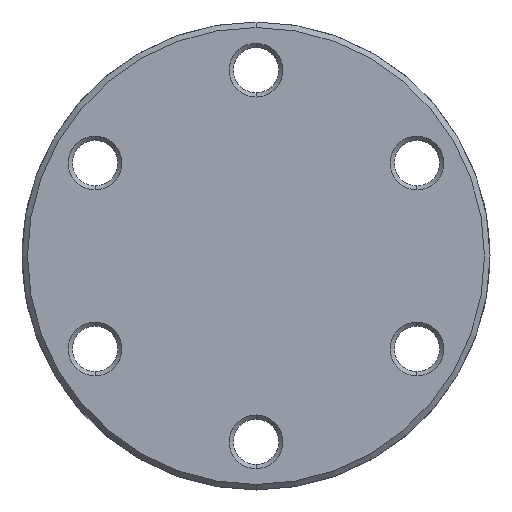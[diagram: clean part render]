
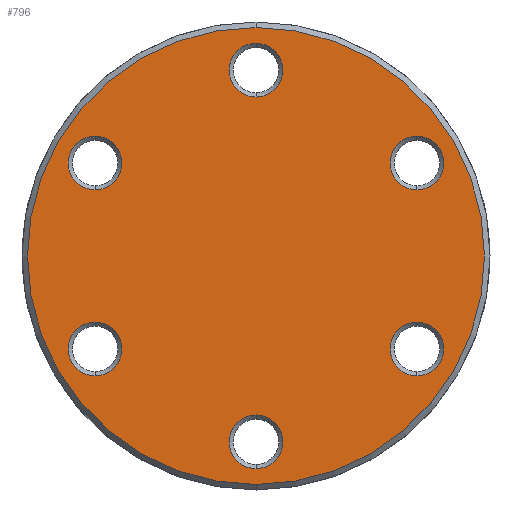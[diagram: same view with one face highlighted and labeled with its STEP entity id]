
A CAD part, front view. The second image highlights one B-rep face of the part: STEP entity #796.
In plain terms, the highlighted planar face has unit normal (0, -1, 0).
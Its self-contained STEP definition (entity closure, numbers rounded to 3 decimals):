
#27 = VERTEX_POINT ( 'NONE', #1895 ) ;
#35 = EDGE_CURVE ( 'NONE', #268, #1931, #1881, .T. ) ;
#119 = FACE_BOUND ( 'NONE', #322, .T. ) ;
#147 = ORIENTED_EDGE ( 'NONE', *, *, #1644, .T. ) ;
#157 = DIRECTION ( 'NONE',  ( 0., 0., -1. ) ) ;
#165 = FACE_BOUND ( 'NONE', #1473, .T. ) ;
#186 = VERTEX_POINT ( 'NONE', #838 ) ;
#188 = DIRECTION ( 'NONE',  ( 0., 0., -1. ) ) ;
#191 = DIRECTION ( 'NONE',  ( 0., 0., -1. ) ) ;
#194 = AXIS2_PLACEMENT_3D ( 'NONE', #680, #1753, #1926 ) ;
#248 = CARTESIAN_POINT ( 'NONE',  ( 0., 0., 15.45 ) ) ;
#261 = EDGE_LOOP ( 'NONE', ( #1231, #1131 ) ) ;
#268 = VERTEX_POINT ( 'NONE', #723 ) ;
#275 = EDGE_LOOP ( 'NONE', ( #993, #1340 ) ) ;
#295 = CARTESIAN_POINT ( 'NONE',  ( -11.691, 0., 6.75 ) ) ;
#320 = CARTESIAN_POINT ( 'NONE',  ( 11.691, 0., 6.75 ) ) ;
#322 = EDGE_LOOP ( 'NONE', ( #1420, #1029 ) ) ;
#352 = CARTESIAN_POINT ( 'NONE',  ( 11.691, 0., 6.75 ) ) ;
#417 = VERTEX_POINT ( 'NONE', #1601 ) ;
#428 = AXIS2_PLACEMENT_3D ( 'NONE', #471, #1068, #191 ) ;
#430 = EDGE_CURVE ( 'NONE', #879, #1283, #500, .T. ) ;
#442 = CIRCLE ( 'NONE', #428, 1.95 ) ;
#458 = CARTESIAN_POINT ( 'NONE',  ( 11.691, 0., 4.8 ) ) ;
#471 = CARTESIAN_POINT ( 'NONE',  ( -11.691, 0., -6.75 ) ) ;
#492 = ORIENTED_EDGE ( 'NONE', *, *, #1235, .T. ) ;
#500 = CIRCLE ( 'NONE', #571, 1.95 ) ;
#528 = ORIENTED_EDGE ( 'NONE', *, *, #674, .T. ) ;
#548 = CARTESIAN_POINT ( 'NONE',  ( 0., 0., 13.5 ) ) ;
#550 = CARTESIAN_POINT ( 'NONE',  ( -11.691, 0., -6.75 ) ) ;
#571 = AXIS2_PLACEMENT_3D ( 'NONE', #548, #1573, #1922 ) ;
#594 = DIRECTION ( 'NONE',  ( 0., 0., -1. ) ) ;
#596 = VERTEX_POINT ( 'NONE', #1536 ) ;
#613 = DIRECTION ( 'NONE',  ( 0., 0., -1. ) ) ;
#617 = CARTESIAN_POINT ( 'NONE',  ( 0., 0., 11.55 ) ) ;
#634 = EDGE_CURVE ( 'NONE', #659, #186, #657, .T. ) ;
#637 = AXIS2_PLACEMENT_3D ( 'NONE', #320, #1222, #188 ) ;
#657 = CIRCLE ( 'NONE', #637, 1.95 ) ;
#659 = VERTEX_POINT ( 'NONE', #458 ) ;
#674 = EDGE_CURVE ( 'NONE', #880, #596, #811, .T. ) ;
#680 = CARTESIAN_POINT ( 'NONE',  ( 0., 0., 13.5 ) ) ;
#703 = DIRECTION ( 'NONE',  ( 0., 1., 0. ) ) ;
#706 = AXIS2_PLACEMENT_3D ( 'NONE', #1671, #1594, #1325 ) ;
#708 = CARTESIAN_POINT ( 'NONE',  ( -11.691, 0., 6.75 ) ) ;
#723 = CARTESIAN_POINT ( 'NONE',  ( -11.691, 0., 4.8 ) ) ;
#724 = EDGE_CURVE ( 'NONE', #1931, #268, #1528, .T. ) ;
#734 = ORIENTED_EDGE ( 'NONE', *, *, #985, .T. ) ;
#784 = DIRECTION ( 'NONE',  ( 0., 1., 0. ) ) ;
#795 = DIRECTION ( 'NONE',  ( 0., 1., 0. ) ) ;
#796 = ADVANCED_FACE ( 'NONE', ( #1307, #165, #878, #1712, #119, #1658, #1254 ), #848, .T. ) ;
#803 = CIRCLE ( 'NONE', #1309, 1.95 ) ;
#811 = CIRCLE ( 'NONE', #1506, 1.95 ) ;
#835 = DIRECTION ( 'NONE',  ( 0., 0., -1. ) ) ;
#838 = CARTESIAN_POINT ( 'NONE',  ( 11.691, 0., 8.7 ) ) ;
#848 = PLANE ( 'NONE',  #1622 ) ;
#860 = EDGE_CURVE ( 'NONE', #1809, #1624, #442, .T. ) ;
#861 = DIRECTION ( 'NONE',  ( 0., -1., 0. ) ) ;
#878 = FACE_BOUND ( 'NONE', #1853, .T. ) ;
#879 = VERTEX_POINT ( 'NONE', #617 ) ;
#880 = VERTEX_POINT ( 'NONE', #1761 ) ;
#925 = DIRECTION ( 'NONE',  ( 0., 1., 0. ) ) ;
#959 = ORIENTED_EDGE ( 'NONE', *, *, #860, .T. ) ;
#985 = EDGE_CURVE ( 'NONE', #1624, #1809, #1399, .T. ) ;
#993 = ORIENTED_EDGE ( 'NONE', *, *, #430, .T. ) ;
#1010 = EDGE_CURVE ( 'NONE', #417, #1310, #1807, .T. ) ;
#1029 = ORIENTED_EDGE ( 'NONE', *, *, #724, .T. ) ;
#1048 = ORIENTED_EDGE ( 'NONE', *, *, #1344, .T. ) ;
#1068 = DIRECTION ( 'NONE',  ( 0., 1., 0. ) ) ;
#1070 = EDGE_CURVE ( 'NONE', #1283, #879, #1454, .T. ) ;
#1082 = DIRECTION ( 'NONE',  ( 0., 0., -1. ) ) ;
#1106 = DIRECTION ( 'NONE',  ( 0., 0., -1. ) ) ;
#1110 = DIRECTION ( 'NONE',  ( 0., 0., -1. ) ) ;
#1131 = ORIENTED_EDGE ( 'NONE', *, *, #1762, .T. ) ;
#1188 = DIRECTION ( 'NONE',  ( 0., 1., 0. ) ) ;
#1189 = ORIENTED_EDGE ( 'NONE', *, *, #1642, .T. ) ;
#1222 = DIRECTION ( 'NONE',  ( 0., 1., 0. ) ) ;
#1231 = ORIENTED_EDGE ( 'NONE', *, *, #1010, .T. ) ;
#1235 = EDGE_CURVE ( 'NONE', #596, #880, #1521, .T. ) ;
#1254 = FACE_OUTER_BOUND ( 'NONE', #261, .T. ) ;
#1283 = VERTEX_POINT ( 'NONE', #248 ) ;
#1297 = AXIS2_PLACEMENT_3D ( 'NONE', #550, #1768, #835 ) ;
#1307 = FACE_BOUND ( 'NONE', #1318, .T. ) ;
#1309 = AXIS2_PLACEMENT_3D ( 'NONE', #1840, #784, #1110 ) ;
#1310 = VERTEX_POINT ( 'NONE', #1586 ) ;
#1318 = EDGE_LOOP ( 'NONE', ( #1401, #1189 ) ) ;
#1325 = DIRECTION ( 'NONE',  ( 0., 0., -1. ) ) ;
#1326 = DIRECTION ( 'NONE',  ( 0., 0., -1. ) ) ;
#1340 = ORIENTED_EDGE ( 'NONE', *, *, #1070, .T. ) ;
#1344 = EDGE_CURVE ( 'NONE', #27, #1415, #1754, .T. ) ;
#1392 = CARTESIAN_POINT ( 'NONE',  ( 0., 0., 0. ) ) ;
#1393 = AXIS2_PLACEMENT_3D ( 'NONE', #1392, #1538, #1082 ) ;
#1399 = CIRCLE ( 'NONE', #1297, 1.95 ) ;
#1401 = ORIENTED_EDGE ( 'NONE', *, *, #634, .T. ) ;
#1411 = DIRECTION ( 'NONE',  ( 0., 0., -1. ) ) ;
#1415 = VERTEX_POINT ( 'NONE', #1728 ) ;
#1420 = ORIENTED_EDGE ( 'NONE', *, *, #35, .T. ) ;
#1424 = AXIS2_PLACEMENT_3D ( 'NONE', #1912, #925, #613 ) ;
#1454 = CIRCLE ( 'NONE', #194, 1.95 ) ;
#1463 = DIRECTION ( 'NONE',  ( 0., 0., -1. ) ) ;
#1473 = EDGE_LOOP ( 'NONE', ( #528, #492 ) ) ;
#1506 = AXIS2_PLACEMENT_3D ( 'NONE', #1817, #1663, #594 ) ;
#1521 = CIRCLE ( 'NONE', #1424, 1.95 ) ;
#1523 = CARTESIAN_POINT ( 'NONE',  ( 0., 0., 0. ) ) ;
#1528 = CIRCLE ( 'NONE', #1872, 1.95 ) ;
#1536 = CARTESIAN_POINT ( 'NONE',  ( 11.691, 0., -4.8 ) ) ;
#1538 = DIRECTION ( 'NONE',  ( 0., -1., 0. ) ) ;
#1573 = DIRECTION ( 'NONE',  ( 0., 1., 0. ) ) ;
#1586 = CARTESIAN_POINT ( 'NONE',  ( 0., 0., -16.6 ) ) ;
#1593 = CIRCLE ( 'NONE', #1856, 16.6 ) ;
#1594 = DIRECTION ( 'NONE',  ( 0., 1., 0. ) ) ;
#1601 = CARTESIAN_POINT ( 'NONE',  ( 0., 0., 16.6 ) ) ;
#1603 = AXIS2_PLACEMENT_3D ( 'NONE', #352, #795, #1106 ) ;
#1622 = AXIS2_PLACEMENT_3D ( 'NONE', #1626, #861, #1326 ) ;
#1624 = VERTEX_POINT ( 'NONE', #1861 ) ;
#1626 = CARTESIAN_POINT ( 'NONE',  ( 0., 0., 0. ) ) ;
#1642 = EDGE_CURVE ( 'NONE', #186, #659, #1896, .T. ) ;
#1644 = EDGE_CURVE ( 'NONE', #1415, #27, #803, .T. ) ;
#1649 = AXIS2_PLACEMENT_3D ( 'NONE', #708, #703, #1463 ) ;
#1658 = FACE_BOUND ( 'NONE', #275, .T. ) ;
#1663 = DIRECTION ( 'NONE',  ( 0., 1., 0. ) ) ;
#1671 = CARTESIAN_POINT ( 'NONE',  ( 0., 0., -13.5 ) ) ;
#1693 = DIRECTION ( 'NONE',  ( 0., -1., 0. ) ) ;
#1712 = FACE_BOUND ( 'NONE', #1763, .T. ) ;
#1728 = CARTESIAN_POINT ( 'NONE',  ( 0., 0., -15.45 ) ) ;
#1753 = DIRECTION ( 'NONE',  ( 0., 1., 0. ) ) ;
#1754 = CIRCLE ( 'NONE', #706, 1.95 ) ;
#1761 = CARTESIAN_POINT ( 'NONE',  ( 11.691, 0., -8.7 ) ) ;
#1762 = EDGE_CURVE ( 'NONE', #1310, #417, #1593, .T. ) ;
#1763 = EDGE_LOOP ( 'NONE', ( #734, #959 ) ) ;
#1768 = DIRECTION ( 'NONE',  ( 0., 1., 0. ) ) ;
#1807 = CIRCLE ( 'NONE', #1393, 16.6 ) ;
#1809 = VERTEX_POINT ( 'NONE', #1921 ) ;
#1811 = CARTESIAN_POINT ( 'NONE',  ( -11.691, 0., 8.7 ) ) ;
#1817 = CARTESIAN_POINT ( 'NONE',  ( 11.691, 0., -6.75 ) ) ;
#1840 = CARTESIAN_POINT ( 'NONE',  ( 0., 0., -13.5 ) ) ;
#1853 = EDGE_LOOP ( 'NONE', ( #147, #1048 ) ) ;
#1856 = AXIS2_PLACEMENT_3D ( 'NONE', #1523, #1693, #1411 ) ;
#1861 = CARTESIAN_POINT ( 'NONE',  ( -11.691, 0., -8.7 ) ) ;
#1872 = AXIS2_PLACEMENT_3D ( 'NONE', #295, #1188, #157 ) ;
#1881 = CIRCLE ( 'NONE', #1649, 1.95 ) ;
#1895 = CARTESIAN_POINT ( 'NONE',  ( 0., 0., -11.55 ) ) ;
#1896 = CIRCLE ( 'NONE', #1603, 1.95 ) ;
#1912 = CARTESIAN_POINT ( 'NONE',  ( 11.691, 0., -6.75 ) ) ;
#1921 = CARTESIAN_POINT ( 'NONE',  ( -11.691, 0., -4.8 ) ) ;
#1922 = DIRECTION ( 'NONE',  ( 0., 0., -1. ) ) ;
#1926 = DIRECTION ( 'NONE',  ( 0., 0., -1. ) ) ;
#1931 = VERTEX_POINT ( 'NONE', #1811 ) ;
